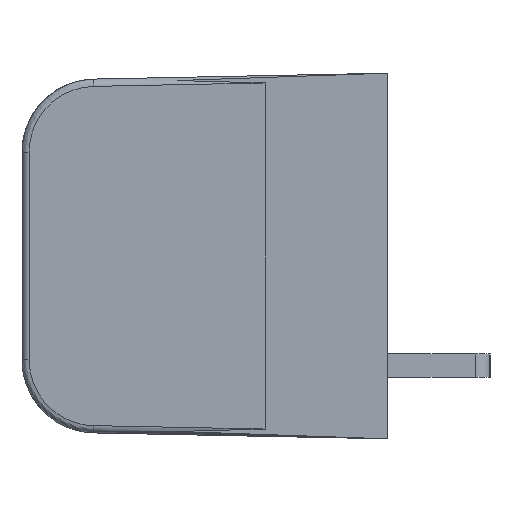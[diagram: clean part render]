
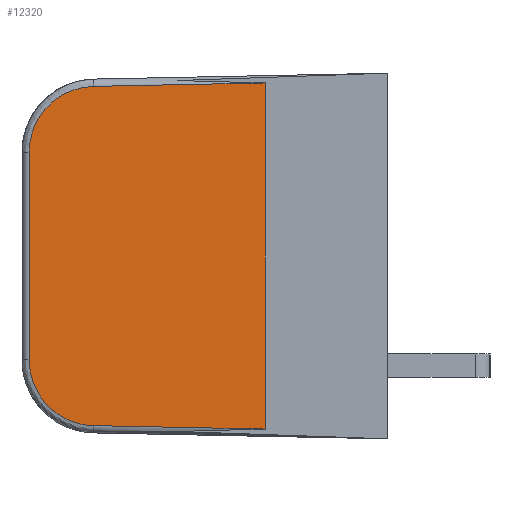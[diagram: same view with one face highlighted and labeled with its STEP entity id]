
A CAD part, left-side view. The second image highlights one B-rep face of the part: STEP entity #12320.
In plain terms, the highlighted planar face has unit normal (-1, 0.02, 0).
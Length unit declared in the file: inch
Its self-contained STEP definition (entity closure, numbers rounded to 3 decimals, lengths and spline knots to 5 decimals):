
#2718=CARTESIAN_POINT('',(-1.33415,0.16755,
0.23665));
#2747=DIRECTION('',(0.02,1.,-0.02));
#2748=VECTOR('',#2747,0.23454);
#2749=CARTESIAN_POINT('',(-1.33415,0.16755,
0.23665));
#2750=LINE('',#2749,#2748);
#2751=DIRECTION('',(0.02,1.,0.02));
#2752=VECTOR('',#2751,0.23454);
#2753=CARTESIAN_POINT('',(-1.33415,0.16755,
-0.23665));
#2754=LINE('',#2753,#2752);
#2755=CARTESIAN_POINT('',(-1.3277,0.4902,
-0.14198));
#2756=CARTESIAN_POINT('',(-1.3277,0.4902,
-0.14457));
#2757=CARTESIAN_POINT('',(-1.3277,0.48998,
-0.14973));
#2758=CARTESIAN_POINT('',(-1.32772,0.48898,
-0.15743));
#2759=CARTESIAN_POINT('',(-1.32775,0.48732,
-0.16501));
#2760=CARTESIAN_POINT('',(-1.3278,0.48501,
-0.17242));
#2761=CARTESIAN_POINT('',(-1.32786,0.48208,
-0.1796));
#2762=CARTESIAN_POINT('',(-1.32793,0.47854,
-0.18651));
#2763=CARTESIAN_POINT('',(-1.32801,0.47442,
-0.19309));
#2764=CARTESIAN_POINT('',(-1.32811,0.46974,
-0.19928));
#2765=CARTESIAN_POINT('',(-1.32821,0.46456,
-0.20505));
#2766=CARTESIAN_POINT('',(-1.32832,0.45889,
-0.21036));
#2767=CARTESIAN_POINT('',(-1.32844,0.45279,
-0.21516));
#2768=CARTESIAN_POINT('',(-1.32857,0.44629,
-0.21941));
#2769=CARTESIAN_POINT('',(-1.32871,0.43946,
-0.22309));
#2770=CARTESIAN_POINT('',(-1.32885,0.43233,
-0.22617));
#2771=CARTESIAN_POINT('',(-1.329,0.42497,
-0.22862));
#2772=CARTESIAN_POINT('',(-1.32915,0.41742,
-0.23043));
#2773=CARTESIAN_POINT('',(-1.32931,0.40974,
-0.23158));
#2774=CARTESIAN_POINT('',(-1.32941,0.40459,
-0.23191));
#2775=CARTESIAN_POINT('',(-1.32946,0.402,
-0.23196));
#2777=DIRECTION('',(0.,0.,1.));
#2778=VECTOR('',#2777,0.28396);
#2779=CARTESIAN_POINT('',(-1.3277,0.4902,
-0.14198));
#2780=LINE('',#2779,#2778);
#2781=CARTESIAN_POINT('',(-1.32946,0.402,
0.23196));
#2782=CARTESIAN_POINT('',(-1.32941,0.40459,
0.23191));
#2783=CARTESIAN_POINT('',(-1.32931,0.40974,
0.23158));
#2784=CARTESIAN_POINT('',(-1.32915,0.41742,
0.23043));
#2785=CARTESIAN_POINT('',(-1.329,0.42497,
0.22862));
#2786=CARTESIAN_POINT('',(-1.32885,0.43233,
0.22617));
#2787=CARTESIAN_POINT('',(-1.32871,0.43946,
0.22309));
#2788=CARTESIAN_POINT('',(-1.32857,0.44629,
0.21941));
#2789=CARTESIAN_POINT('',(-1.32844,0.45279,
0.21516));
#2790=CARTESIAN_POINT('',(-1.32832,0.45889,
0.21036));
#2791=CARTESIAN_POINT('',(-1.32821,0.46456,
0.20506));
#2792=CARTESIAN_POINT('',(-1.32811,0.46974,
0.19928));
#2793=CARTESIAN_POINT('',(-1.32801,0.47442,
0.19309));
#2794=CARTESIAN_POINT('',(-1.32793,0.47854,
0.18651));
#2795=CARTESIAN_POINT('',(-1.32786,0.48208,
0.1796));
#2796=CARTESIAN_POINT('',(-1.3278,0.48501,
0.17242));
#2797=CARTESIAN_POINT('',(-1.32775,0.48732,
0.16501));
#2798=CARTESIAN_POINT('',(-1.32772,0.48898,
0.15743));
#2799=CARTESIAN_POINT('',(-1.3277,0.48998,
0.14973));
#2800=CARTESIAN_POINT('',(-1.3277,0.4902,
0.14457));
#2801=CARTESIAN_POINT('',(-1.3277,0.4902,
0.14198));
#2807=DIRECTION('',(0.,0.,1.));
#2808=VECTOR('',#2807,0.4733);
#2809=CARTESIAN_POINT('',(-1.33415,0.16755,
-0.23665));
#2810=LINE('',#2809,#2808);
#2815=CARTESIAN_POINT('',(-1.33415,0.16755,
-0.23665));
#7573=CARTESIAN_POINT('',(-1.32946,0.402,
-0.23196));
#7574=VERTEX_POINT('',#7573);
#7575=VERTEX_POINT('',#2815);
#7578=CARTESIAN_POINT('',(-1.3277,0.4902,
0.14198));
#7579=VERTEX_POINT('',#7578);
#7580=CARTESIAN_POINT('',(-1.3277,0.4902,
-0.14198));
#7581=VERTEX_POINT('',#7580);
#7582=CARTESIAN_POINT('',(-1.32946,0.402,
0.23196));
#7583=VERTEX_POINT('',#7582);
#7586=VERTEX_POINT('',#2718);
#12303=CARTESIAN_POINT('',(-1.3325,0.25,0.));
#12304=DIRECTION('',(1.,-0.02,0.));
#12305=DIRECTION('',(0.,0.,-1.));
#12306=AXIS2_PLACEMENT_3D('',#12303,#12304,#12305);
#12307=PLANE('',#12306);
#12308=ORIENTED_EDGE('',*,*,#12196,.F.);
#12310=ORIENTED_EDGE('',*,*,#12309,.F.);
#12312=ORIENTED_EDGE('',*,*,#12311,.T.);
#12314=ORIENTED_EDGE('',*,*,#12313,.F.);
#12316=ORIENTED_EDGE('',*,*,#12315,.T.);
#12317=ORIENTED_EDGE('',*,*,#12296,.F.);
#12318=EDGE_LOOP('',(#12308,#12310,#12312,#12314,#12316,#12317));
#12319=FACE_OUTER_BOUND('',#12318,.F.);
#12320=ADVANCED_FACE('',(#12319),#12307,.F.);
#2776=B_SPLINE_CURVE_WITH_KNOTS('',3,(#2755,#2756,#2757,#2758,#2759,#2760,#2761,
#2762,#2763,#2764,#2765,#2766,#2767,#2768,#2769,#2770,#2771,#2772,#2773,#2774,
#2775),.UNSPECIFIED.,.F.,.F.,(4,1,1,1,1,1,1,1,1,1,1,1,1,1,1,1,1,1,4),(0.,
0.05556,0.11111,0.16667,0.22222,
0.27778,0.33333,0.38889,0.44444,0.5,
0.55556,0.61111,0.66667,0.72222,
0.77778,0.83333,0.88889,0.94444,1.),
.UNSPECIFIED.);
#2802=B_SPLINE_CURVE_WITH_KNOTS('',3,(#2781,#2782,#2783,#2784,#2785,#2786,#2787,
#2788,#2789,#2790,#2791,#2792,#2793,#2794,#2795,#2796,#2797,#2798,#2799,#2800,
#2801),.UNSPECIFIED.,.F.,.F.,(4,1,1,1,1,1,1,1,1,1,1,1,1,1,1,1,1,1,4),(0.,
0.05556,0.11111,0.16667,0.22222,
0.27778,0.33333,0.38889,0.44444,0.5,
0.55556,0.61111,0.66667,0.72222,
0.77778,0.83333,0.88889,0.94444,1.),
.UNSPECIFIED.);
#12196=EDGE_CURVE('',#7586,#7583,#2750,.T.);
#12296=EDGE_CURVE('',#7583,#7579,#2802,.T.);
#12309=EDGE_CURVE('',#7575,#7586,#2810,.T.);
#12311=EDGE_CURVE('',#7575,#7574,#2754,.T.);
#12313=EDGE_CURVE('',#7581,#7574,#2776,.T.);
#12315=EDGE_CURVE('',#7581,#7579,#2780,.T.);
